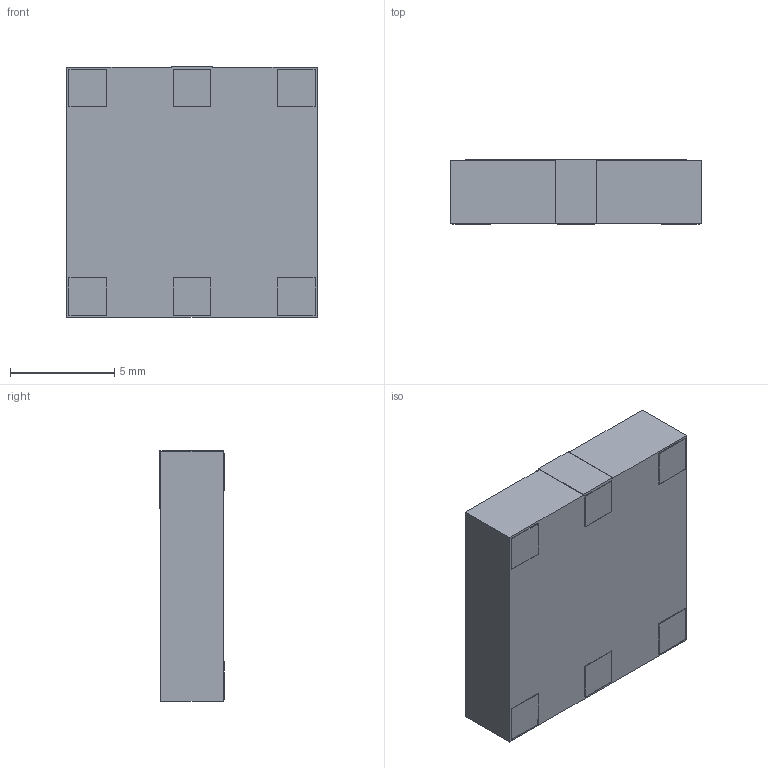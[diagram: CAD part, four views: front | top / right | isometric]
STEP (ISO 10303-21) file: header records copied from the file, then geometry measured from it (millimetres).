
FILE_DESCRIPTION (( 'STEP AP214' ), '1' );
FILE_NAME ('UWC.20.STEP', '2026-02-01T16:44:09', ( '' ), ( '' ), 'SwSTEP 2.0', 'SolidWorks 2022', '' );
FILE_SCHEMA (( 'AUTOMOTIVE_DESIGN' ));
Length unit declared in the file: millimetre
Products named in the file (1): UWC.20
Bounding box: 12 x 3.07 x 12.04 mm (x, y, z)
Volume: 433.5 mm3; surface area: 435.8 mm2
Topology: 1 solids, 1 shells, 235 faces, 625 edges, 416 vertices
Faces by surface type: plane 144, bspline 91
Entity records: 14464 total; most frequent: CARTESIAN_POINT 6616, ORIENTED_EDGE 1250, DIRECTION 733, EDGE_CURVE 625, VECTOR 443, LINE 443, VERTEX_POINT 416, EDGE_LOOP 259
